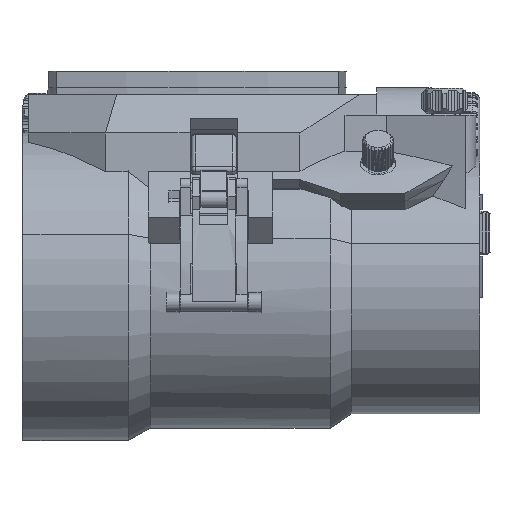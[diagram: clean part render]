
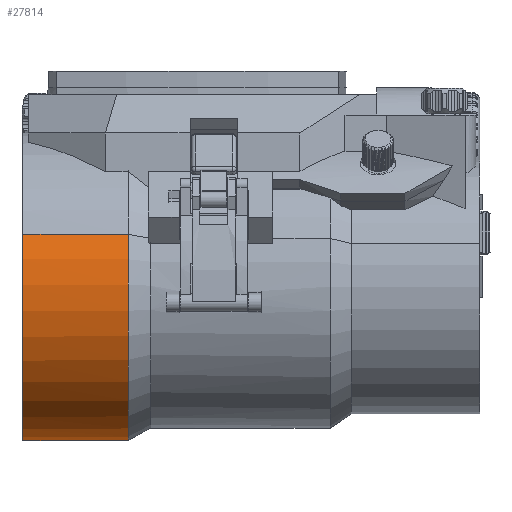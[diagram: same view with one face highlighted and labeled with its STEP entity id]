
A CAD part, front view. The second image highlights one B-rep face of the part: STEP entity #27814.
In plain terms, the highlighted cylindrical face has radius 60 mm (diameter 120 mm), a partial arc.
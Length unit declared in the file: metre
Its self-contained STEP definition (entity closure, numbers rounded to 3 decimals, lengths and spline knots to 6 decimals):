
#2753=CYLINDRICAL_SURFACE('',#30084,0.06);
#3383=LINE('',#53198,#4668);
#3401=LINE('',#53271,#4686);
#3402=LINE('',#53276,#4687);
#4668=VECTOR('',#34530,1.);
#4686=VECTOR('',#34586,1.);
#4687=VECTOR('',#34589,1.);
#11283=ORIENTED_EDGE('',*,*,#16938,.F.);
#11284=ORIENTED_EDGE('',*,*,#16939,.T.);
#11285=ORIENTED_EDGE('',*,*,#16940,.F.);
#11286=ORIENTED_EDGE('',*,*,#16934,.F.);
#11287=ORIENTED_EDGE('',*,*,#16903,.F.);
#11288=ORIENTED_EDGE('',*,*,#16941,.T.);
#16903=EDGE_CURVE('',#20055,#20056,#3383,.F.);
#16934=EDGE_CURVE('',#20056,#20085,#21764,.T.);
#16938=EDGE_CURVE('',#20088,#20089,#3401,.T.);
#16939=EDGE_CURVE('',#20088,#20090,#21766,.T.);
#16940=EDGE_CURVE('',#20085,#20090,#3402,.F.);
#16941=EDGE_CURVE('',#20055,#20089,#21767,.F.);
#20055=VERTEX_POINT('',#53197);
#20056=VERTEX_POINT('',#53199);
#20085=VERTEX_POINT('',#53264);
#20088=VERTEX_POINT('',#53272);
#20089=VERTEX_POINT('',#53273);
#20090=VERTEX_POINT('',#53275);
#21764=CIRCLE('',#30082,0.06);
#21766=CIRCLE('',#30085,0.06);
#21767=CIRCLE('',#30086,0.06);
#23357=EDGE_LOOP('',(#11283,#11284,#11285,#11286,#11287,#11288));
#25285=FACE_BOUND('',#23357,.T.);
#27814=ADVANCED_FACE('',(#25285),#2753,.T.);
#30082=AXIS2_PLACEMENT_3D('',#53263,#34578,#34579);
#30084=AXIS2_PLACEMENT_3D('',#53270,#34584,#34585);
#30085=AXIS2_PLACEMENT_3D('',#53274,#34587,#34588);
#30086=AXIS2_PLACEMENT_3D('',#53277,#34590,#34591);
#34530=DIRECTION('',(1.,0.,0.));
#34578=DIRECTION('',(-1.,0.,0.));
#34579=DIRECTION('',(0.,1.,0.));
#34584=DIRECTION('',(-1.,0.,0.));
#34585=DIRECTION('',(0.,1.,0.));
#34586=DIRECTION('',(-1.,0.,0.));
#34587=DIRECTION('',(-1.,0.,0.));
#34588=DIRECTION('',(0.,1.,0.));
#34589=DIRECTION('',(-1.,0.,0.));
#34590=DIRECTION('',(1.,0.,0.));
#34591=DIRECTION('',(0.,-1.,0.));
#53197=CARTESIAN_POINT('',(0.026467,0.054447,-0.025209));
#53198=CARTESIAN_POINT('',(0.066367,0.054447,-0.025209));
#53199=CARTESIAN_POINT('',(0.,0.054447,-0.025209));
#53263=CARTESIAN_POINT('',(0.,0.,0.));
#53264=CARTESIAN_POINT('',(0.,-0.056382,0.020521));
#53270=CARTESIAN_POINT('',(0.032292,0.,0.));
#53271=CARTESIAN_POINT('',(0.032292,0.053838,-0.026484));
#53272=CARTESIAN_POINT('',(0.041028,0.053838,-0.026484));
#53273=CARTESIAN_POINT('',(0.026467,0.053838,-0.026484));
#53274=CARTESIAN_POINT('',(0.041028,0.,0.));
#53275=CARTESIAN_POINT('',(0.041028,-0.056382,0.020521));
#53276=CARTESIAN_POINT('',(0.032292,-0.056382,0.020521));
#53277=CARTESIAN_POINT('',(0.026467,0.,0.));
